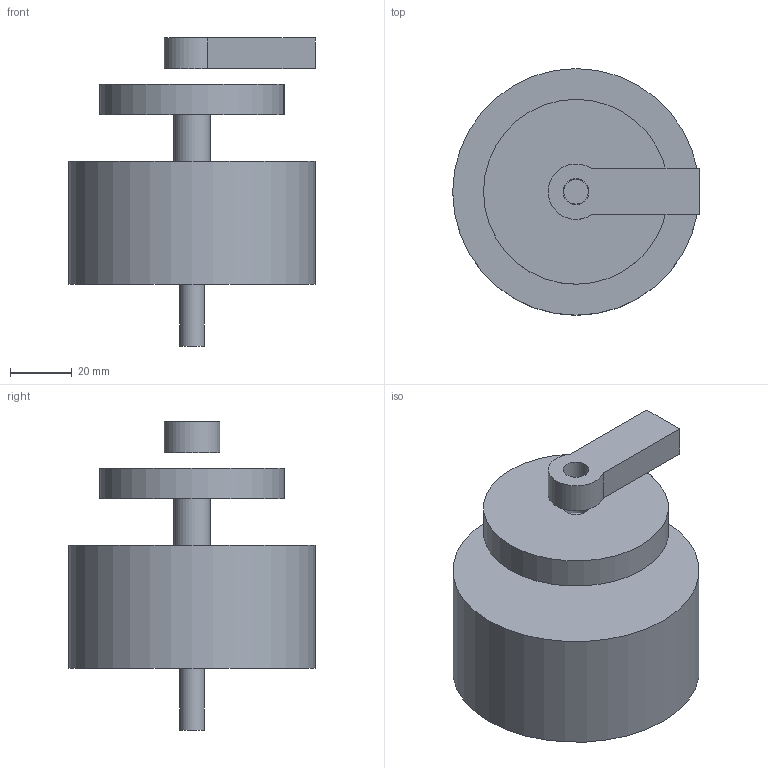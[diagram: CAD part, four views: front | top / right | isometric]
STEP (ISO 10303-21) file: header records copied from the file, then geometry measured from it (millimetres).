
FILE_DESCRIPTION(('Open CASCADE Model'),'2;1');
FILE_NAME('Open CASCADE Shape Model','2025-12-24T07:49:23',('Author'),( 'Open CASCADE'),'Open CASCADE STEP processor 7.8','build123d', 'Unknown');
FILE_SCHEMA(('AUTOMOTIVE_DESIGN { 1 0 10303 214 1 1 1 1 }'));
Length unit declared in the file: millimetre
Products named in the file (13): ASSEMBLY; SOLID
Assembly tree (12 placements, depth 3):
  ASSEMBLY
    ASSEMBLY
      SOLID
    ASSEMBLY
      SOLID
    ASSEMBLY
      SOLID
    ASSEMBLY
      SOLID
    ASSEMBLY
      SOLID
    ASSEMBLY
      SOLID
Bounding box: 80 x 80 x 100 mm (x, y, z)
Volume: 149459.6 mm3; surface area: 51484.8 mm2
Topology: 6 solids, 7 shells, 418 faces, 1167 edges, 778 vertices
Faces by surface type: plane 395, cylinder 23
Full cylindrical faces by diameter (mm): 5 x4, 8 x2, 8.027 x10, 8.4 x1, 12 x1, 24.1 x1, 60 x1, 80 x1
Entity records: 28564 total; most frequent: CARTESIAN_POINT 4716, DIRECTION 4403, LINE 3403, VECTOR 3403, ORIENTED_EDGE 2334, PCURVE 2334, DEFINITIONAL_REPRESENTATION 2334, EDGE_CURVE 1167
